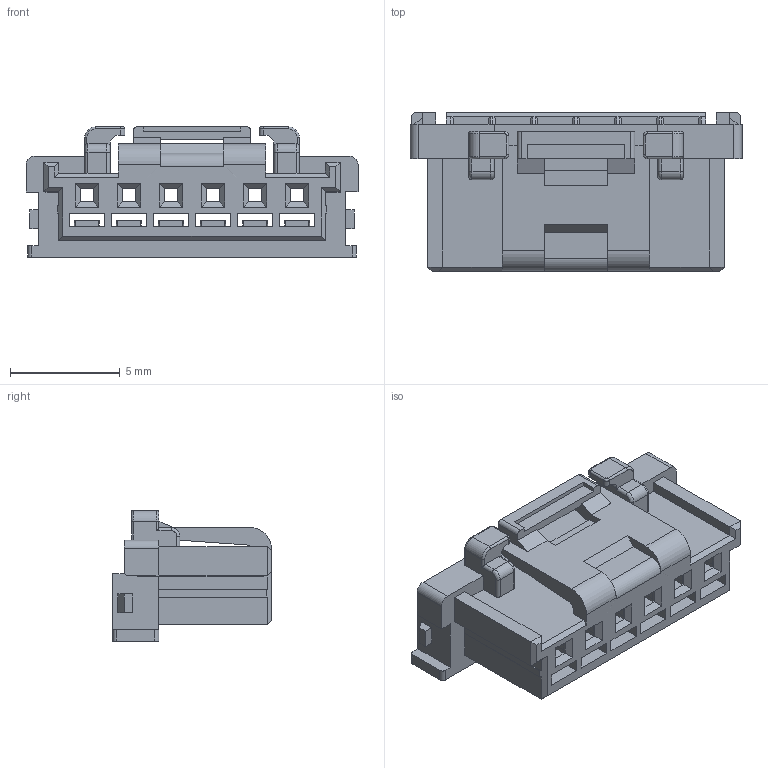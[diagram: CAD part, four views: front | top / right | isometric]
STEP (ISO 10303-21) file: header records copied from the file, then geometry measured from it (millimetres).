
FILE_DESCRIPTION( ('This file contains a STEP AP42 implementation' ,'as created by ZW3D STEP Interface translator.') ,'2;1' );
FILE_NAME( 'WF2012-1HXX01.stp' ,'23 424.1144 3', (''), ('ZWCAD Software Co.'), 'Version 1.0', 'ZW3D to STEP translator', '' );
FILE_SCHEMA(('AUTOMOTIVE_DESIGN { 1 0 10303 214 1 1 1 1 }'));
Length unit declared in the file: millimetre
Products named in the file (2): 0; WF2012-1HXX01
Bounding box: 15.11 x 7.22 x 5.93 mm (x, y, z)
Volume: 207.9 mm3; surface area: 807.4 mm2
Topology: 1 solids, 1 shells, 504 faces, 1450 edges, 926 vertices
Faces by surface type: plane 439, cylinder 40, bspline 25
Entity records: 16884 total; most frequent: CARTESIAN_POINT 3348, ORIENTED_EDGE 2900, DIRECTION 2404, EDGE_CURVE 1450, VECTOR 1260, LINE 1260, VERTEX_POINT 926, AXIS2_PLACEMENT_3D 572
